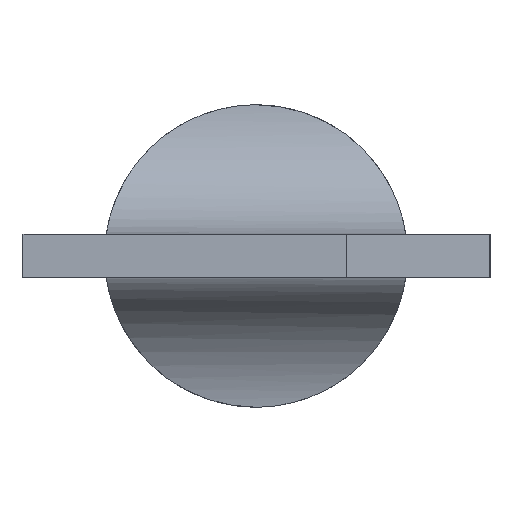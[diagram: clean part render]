
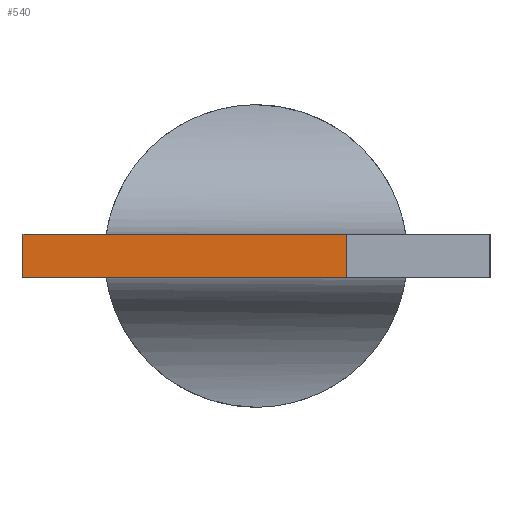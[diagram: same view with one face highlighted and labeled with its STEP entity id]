
A CAD part, left-side view. The second image highlights one B-rep face of the part: STEP entity #540.
In plain terms, the highlighted planar face has unit normal (-1, 0, 0).
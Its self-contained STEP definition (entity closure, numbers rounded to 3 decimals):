
#69 = ORIENTED_EDGE ( 'NONE', *, *, #1162, .T. ) ;
#77 = VECTOR ( 'NONE', #168, 1000. ) ;
#86 = CARTESIAN_POINT ( 'NONE',  ( -992.5, 32.5, 3. ) ) ;
#102 = CARTESIAN_POINT ( 'NONE',  ( -992.5, -12.5, 3. ) ) ;
#114 = DIRECTION ( 'NONE',  ( 0., -1., 0. ) ) ;
#168 = DIRECTION ( 'NONE',  ( 0., 1., 0. ) ) ;
#200 = VECTOR ( 'NONE', #799, 1000. ) ;
#213 = EDGE_CURVE ( 'NONE', #1174, #645, #1049, .T. ) ;
#286 = ORIENTED_EDGE ( 'NONE', *, *, #801, .T. ) ;
#325 = AXIS2_PLACEMENT_3D ( 'NONE', #384, #1184, #1061 ) ;
#360 = VERTEX_POINT ( 'NONE', #1074 ) ;
#384 = CARTESIAN_POINT ( 'NONE',  ( -992.5, 0., 0. ) ) ;
#398 = CARTESIAN_POINT ( 'NONE',  ( -992.5, -12.5, 3. ) ) ;
#495 = EDGE_CURVE ( 'NONE', #1109, #1174, #1076, .T. ) ;
#540 = ADVANCED_FACE ( 'NONE', ( #895 ), #693, .T. ) ;
#645 = VERTEX_POINT ( 'NONE', #988 ) ;
#693 = PLANE ( 'NONE',  #325 ) ;
#705 = LINE ( 'NONE', #1094, #763 ) ;
#763 = VECTOR ( 'NONE', #114, 1000. ) ;
#765 = ORIENTED_EDGE ( 'NONE', *, *, #213, .T. ) ;
#799 = DIRECTION ( 'NONE',  ( 0., 0., 1. ) ) ;
#801 = EDGE_CURVE ( 'NONE', #645, #360, #903, .T. ) ;
#834 = ORIENTED_EDGE ( 'NONE', *, *, #495, .T. ) ;
#850 = CARTESIAN_POINT ( 'NONE',  ( -992.5, 32.5, -3. ) ) ;
#895 = FACE_OUTER_BOUND ( 'NONE', #1236, .T. ) ;
#903 = LINE ( 'NONE', #850, #1147 ) ;
#988 = CARTESIAN_POINT ( 'NONE',  ( -992.5, 32.5, 3. ) ) ;
#1049 = LINE ( 'NONE', #86, #77 ) ;
#1061 = DIRECTION ( 'NONE',  ( 0., 0., 1. ) ) ;
#1074 = CARTESIAN_POINT ( 'NONE',  ( -992.5, 32.5, -3. ) ) ;
#1076 = LINE ( 'NONE', #398, #200 ) ;
#1094 = CARTESIAN_POINT ( 'NONE',  ( -992.5, 32.5, -3. ) ) ;
#1109 = VERTEX_POINT ( 'NONE', #1158 ) ;
#1147 = VECTOR ( 'NONE', #1199, 1000. ) ;
#1158 = CARTESIAN_POINT ( 'NONE',  ( -992.5, -12.5, -3. ) ) ;
#1162 = EDGE_CURVE ( 'NONE', #360, #1109, #705, .T. ) ;
#1174 = VERTEX_POINT ( 'NONE', #102 ) ;
#1184 = DIRECTION ( 'NONE',  ( -1., 0., 0. ) ) ;
#1199 = DIRECTION ( 'NONE',  ( 0., 0., -1. ) ) ;
#1236 = EDGE_LOOP ( 'NONE', ( #69, #834, #765, #286 ) ) ;
